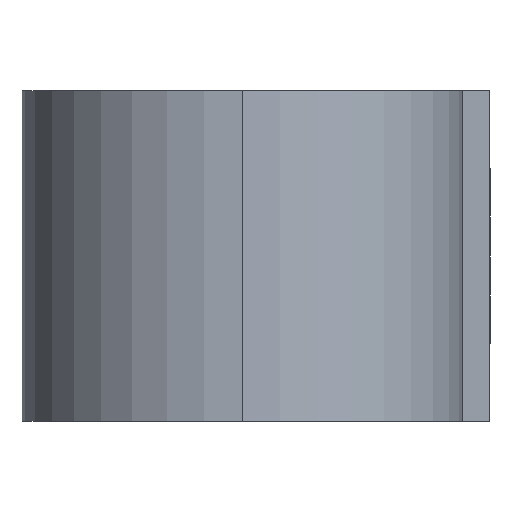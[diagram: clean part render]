
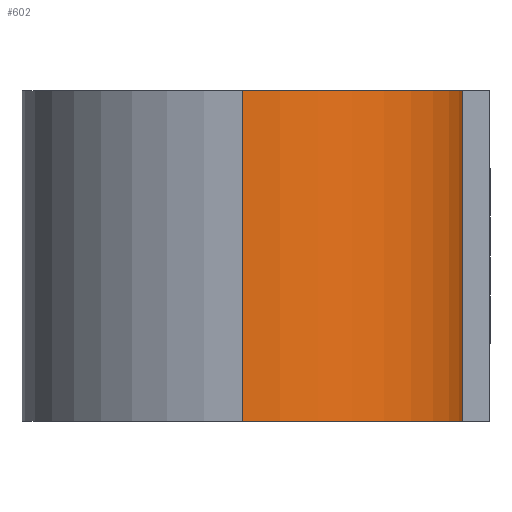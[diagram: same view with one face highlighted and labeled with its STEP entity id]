
A CAD part, left-side view. The second image highlights one B-rep face of the part: STEP entity #602.
In plain terms, the highlighted cylindrical face has radius 8 mm (diameter 16 mm), a partial arc.
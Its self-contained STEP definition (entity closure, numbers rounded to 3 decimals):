
#4 = CIRCLE ( 'NONE', #288, 8. ) ;
#24 = FACE_OUTER_BOUND ( 'NONE', #459, .T. ) ;
#29 = VERTEX_POINT ( 'NONE', #384 ) ;
#47 = VERTEX_POINT ( 'NONE', #590 ) ;
#56 = EDGE_CURVE ( 'NONE', #269, #47, #324, .T. ) ;
#58 = CARTESIAN_POINT ( 'NONE',  ( 0., 7.5, 6. ) ) ;
#78 = VERTEX_POINT ( 'NONE', #661 ) ;
#98 = DIRECTION ( 'NONE',  ( 0., 0., -1. ) ) ;
#99 = CIRCLE ( 'NONE', #712, 8. ) ;
#110 = VECTOR ( 'NONE', #98, 1000. ) ;
#136 = DIRECTION ( 'NONE',  ( 0., 0., -1. ) ) ;
#147 = CYLINDRICAL_SURFACE ( 'NONE', #747, 8. ) ;
#154 = ORIENTED_EDGE ( 'NONE', *, *, #225, .T. ) ;
#155 = EDGE_CURVE ( 'NONE', #78, #47, #4, .T. ) ;
#162 = CARTESIAN_POINT ( 'NONE',  ( -8., 7.5, 6. ) ) ;
#209 = DIRECTION ( 'NONE',  ( 0., 0., 1. ) ) ;
#221 = DIRECTION ( 'NONE',  ( 0., 0., -1. ) ) ;
#225 = EDGE_CURVE ( 'NONE', #29, #78, #507, .T. ) ;
#226 = ORIENTED_EDGE ( 'NONE', *, *, #155, .T. ) ;
#269 = VERTEX_POINT ( 'NONE', #510 ) ;
#282 = DIRECTION ( 'NONE',  ( -1., 0., 0. ) ) ;
#288 = AXIS2_PLACEMENT_3D ( 'NONE', #607, #209, #282 ) ;
#324 = LINE ( 'NONE', #860, #580 ) ;
#325 = DIRECTION ( 'NONE',  ( -1., 0., 0. ) ) ;
#384 = CARTESIAN_POINT ( 'NONE',  ( -8., 7.5, 6. ) ) ;
#449 = DIRECTION ( 'NONE',  ( 0., 0., 1. ) ) ;
#459 = EDGE_LOOP ( 'NONE', ( #850, #154, #226, #500 ) ) ;
#500 = ORIENTED_EDGE ( 'NONE', *, *, #56, .F. ) ;
#507 = LINE ( 'NONE', #162, #110 ) ;
#510 = CARTESIAN_POINT ( 'NONE',  ( 0., -0.5, 6. ) ) ;
#553 = CARTESIAN_POINT ( 'NONE',  ( 0., 7.5, 6. ) ) ;
#580 = VECTOR ( 'NONE', #136, 1000. ) ;
#590 = CARTESIAN_POINT ( 'NONE',  ( 0., -0.5, -6. ) ) ;
#602 = ADVANCED_FACE ( 'NONE', ( #24 ), #147, .T. ) ;
#607 = CARTESIAN_POINT ( 'NONE',  ( 0., 7.5, -6. ) ) ;
#661 = CARTESIAN_POINT ( 'NONE',  ( -8., 7.5, -6. ) ) ;
#712 = AXIS2_PLACEMENT_3D ( 'NONE', #58, #449, #325 ) ;
#740 = DIRECTION ( 'NONE',  ( -1., 0., 0. ) ) ;
#747 = AXIS2_PLACEMENT_3D ( 'NONE', #553, #221, #740 ) ;
#818 = EDGE_CURVE ( 'NONE', #29, #269, #99, .T. ) ;
#850 = ORIENTED_EDGE ( 'NONE', *, *, #818, .F. ) ;
#860 = CARTESIAN_POINT ( 'NONE',  ( 0., -0.5, 6. ) ) ;
